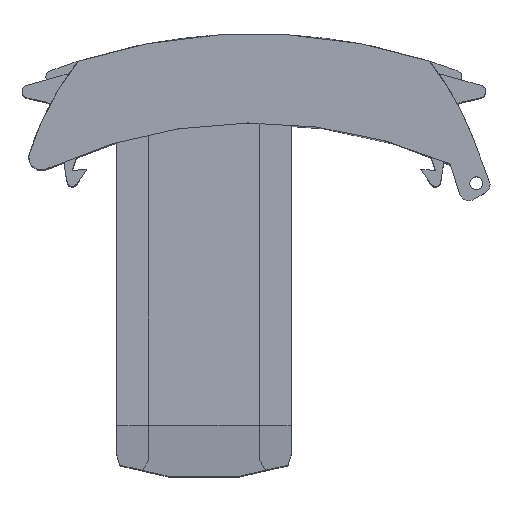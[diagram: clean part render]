
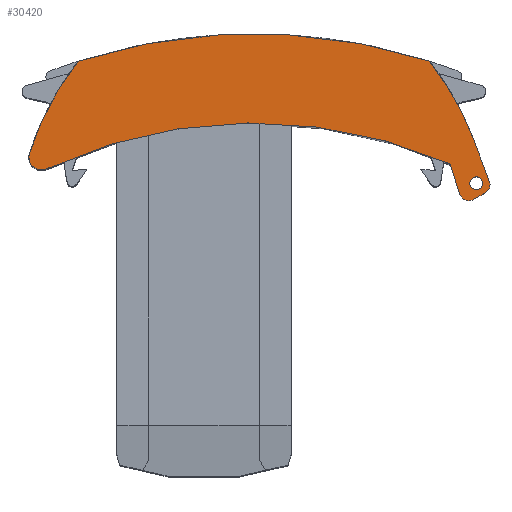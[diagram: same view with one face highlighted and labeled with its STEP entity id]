
A CAD part, top view. The second image highlights one B-rep face of the part: STEP entity #30420.
In plain terms, the highlighted face is planar.
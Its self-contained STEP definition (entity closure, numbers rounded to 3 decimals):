
#29030=CARTESIAN_POINT('',(-16.302,6.08,
-57.05));
#29040=DIRECTION('',(0.,0.,1.));
#29050=DIRECTION('',(1.,0.,0.));
#29060=AXIS2_PLACEMENT_3D('',#29030,#29040,#29050);
#29070=CIRCLE('',#29060,1.);
#29080=CARTESIAN_POINT('',(-16.802,5.214,
-57.05));
#29090=VERTEX_POINT('',#29080);
#29100=CARTESIAN_POINT('',(-15.302,6.08,
-57.05));
#29110=VERTEX_POINT('',#29100);
#29120=EDGE_CURVE('',#29090,#29110,#29070,.T.);
#29260=CARTESIAN_POINT('',(-17.302,6.08,
-57.05));
#29270=VERTEX_POINT('',#29260);
#29300=EDGE_CURVE('',#29270,#29090,#29070,.T.);
#29420=CARTESIAN_POINT('',(-9.931,19.055,
-57.05));
#29430=DIRECTION('',(0.,0.,1.));
#29440=DIRECTION('',(1.,0.,0.));
#29450=AXIS2_PLACEMENT_3D('',#29420,#29430,#29440);
#29460=PLANE('',#29450);
#29470=CARTESIAN_POINT('',(-16.965,5.885,
-57.05));
#29480=DIRECTION('',(0.,0.,1.));
#29490=DIRECTION('',(-1.,0.,0.));
#29500=AXIS2_PLACEMENT_3D('',#29470,#29480,#29490);
#29510=CIRCLE('',#29500,1.5);
#29520=CARTESIAN_POINT('',(-18.366,6.421,
-57.05));
#29530=VERTEX_POINT('',#29520);
#29540=CARTESIAN_POINT('',(-17.715,4.586,
-57.05));
#29550=VERTEX_POINT('',#29540);
#29560=EDGE_CURVE('',#29530,#29550,#29510,.T.);
#29570=ORIENTED_EDGE('',*,*,#29560,.F.);
#29580=CARTESIAN_POINT('',(18.634,-16.4,
-57.05));
#29590=DIRECTION('',(0.866,-0.5,
0.));
#29600=VECTOR('',#29590,1.);
#29610=LINE('',#29580,#29600);
#29620=CARTESIAN_POINT('',(-15.884,3.529,
-57.05));
#29630=VERTEX_POINT('',#29620);
#29640=EDGE_CURVE('',#29550,#29630,#29610,.T.);
#29650=ORIENTED_EDGE('',*,*,#29640,.F.);
#29660=CARTESIAN_POINT('',(-15.134,4.828,
-57.05));
#29670=DIRECTION('',(0.,0.,1.));
#29680=DIRECTION('',(-1.,0.,0.));
#29690=AXIS2_PLACEMENT_3D('',#29660,#29670,#29680);
#29700=CIRCLE('',#29690,1.5);
#29710=CARTESIAN_POINT('',(-13.708,4.361,
-57.05));
#29720=VERTEX_POINT('',#29710);
#29730=EDGE_CURVE('',#29630,#29720,#29700,.T.);
#29740=ORIENTED_EDGE('',*,*,#29730,.F.);
#29750=CARTESIAN_POINT('',(-9.275,17.903,
-57.05));
#29760=DIRECTION('',(0.311,0.95,
0.));
#29770=VECTOR('',#29760,1.);
#29780=LINE('',#29750,#29770);
#29790=CARTESIAN_POINT('',(-12.139,9.155,
-57.05));
#29800=VERTEX_POINT('',#29790);
#29810=EDGE_CURVE('',#29720,#29800,#29780,.T.);
#29820=ORIENTED_EDGE('',*,*,#29810,.F.);
#29830=CARTESIAN_POINT('',(18.634,-61.647,
-57.05));
#29840=DIRECTION('',(0.,0.,-1.));
#29850=DIRECTION('',(1.,0.,0.));
#29860=AXIS2_PLACEMENT_3D('',#29830,#29840,#29850);
#29870=CIRCLE('',#29860,77.2);
#29880=CARTESIAN_POINT('',(51.137,8.378,
-57.05));
#29890=VERTEX_POINT('',#29880);
#29900=EDGE_CURVE('',#29800,#29890,#29870,.T.);
#29910=ORIENTED_EDGE('',*,*,#29900,.F.);
#29920=CARTESIAN_POINT('',(51.979,10.192,
-57.05));
#29930=DIRECTION('',(0.,0.,-1.));
#29940=DIRECTION('',(1.,0.,0.));
#29950=AXIS2_PLACEMENT_3D('',#29920,#29930,#29940);
#29960=CIRCLE('',#29950,2.);
#29970=CARTESIAN_POINT('',(53.883,10.805,
-57.05));
#29980=VERTEX_POINT('',#29970);
#29990=EDGE_CURVE('',#29980,#29890,#29960,.T.);
#30000=ORIENTED_EDGE('',*,*,#29990,.T.);
#30010=CARTESIAN_POINT('',(9.144,-3.599,
-57.05));
#30020=DIRECTION('',(0.,0.,-1.));
#30030=DIRECTION('',(1.,0.,0.));
#30040=AXIS2_PLACEMENT_3D('',#30010,#30020,#30030);
#30050=CIRCLE('',#30040,47.);
#30060=CARTESIAN_POINT('',(46.226,25.28,
-57.05));
#30070=VERTEX_POINT('',#30060);
#30080=EDGE_CURVE('',#30070,#29980,#30050,.T.);
#30090=ORIENTED_EDGE('',*,*,#30080,.T.);
#30100=CARTESIAN_POINT('',(18.634,-61.647,
-57.05));
#30110=DIRECTION('',(0.,0.,1.));
#30120=DIRECTION('',(-1.,0.,0.));
#30130=AXIS2_PLACEMENT_3D('',#30100,#30110,#30120);
#30140=CIRCLE('',#30130,91.2);
#30150=CARTESIAN_POINT('',(-8.957,25.28,
-57.05));
#30160=VERTEX_POINT('',#30150);
#30170=EDGE_CURVE('',#30070,#30160,#30140,.T.);
#30180=ORIENTED_EDGE('',*,*,#30170,.F.);
#30190=CARTESIAN_POINT('',(28.124,-3.599,
-57.05));
#30200=DIRECTION('',(0.,0.,1.));
#30210=DIRECTION('',(-1.,0.,0.));
#30220=AXIS2_PLACEMENT_3D('',#30190,#30200,#30210);
#30230=CIRCLE('',#30220,47.);
#30240=CARTESIAN_POINT('',(-15.771,13.201,
-57.05));
#30250=VERTEX_POINT('',#30240);
#30260=EDGE_CURVE('',#30160,#30250,#30230,.T.);
#30270=ORIENTED_EDGE('',*,*,#30260,.F.);
#30280=CARTESIAN_POINT('',(-13.971,17.903,
-57.05));
#30290=DIRECTION('',(-0.357,-0.934,
0.));
#30300=VECTOR('',#30290,1.);
#30310=LINE('',#30280,#30300);
#30320=EDGE_CURVE('',#30250,#29530,#30310,.T.);
#30330=ORIENTED_EDGE('',*,*,#30320,.F.);
#30340=EDGE_LOOP('',(#30330,#30270,#30180,#30090,#30000,#29910,#29820,
#29740,#29650,#29570));
#30350=FACE_OUTER_BOUND('',#30340,.T.);
#30360=EDGE_CURVE('',#29110,#29270,#29070,.T.);
#30370=ORIENTED_EDGE('',*,*,#30360,.T.);
#30380=ORIENTED_EDGE('',*,*,#29120,.T.);
#30390=ORIENTED_EDGE('',*,*,#29300,.T.);
#30400=EDGE_LOOP('',(#30390,#30380,#30370));
#30410=FACE_BOUND('',#30400,.T.);
#30420=ADVANCED_FACE('',(#30350,#30410),#29460,.F.);
